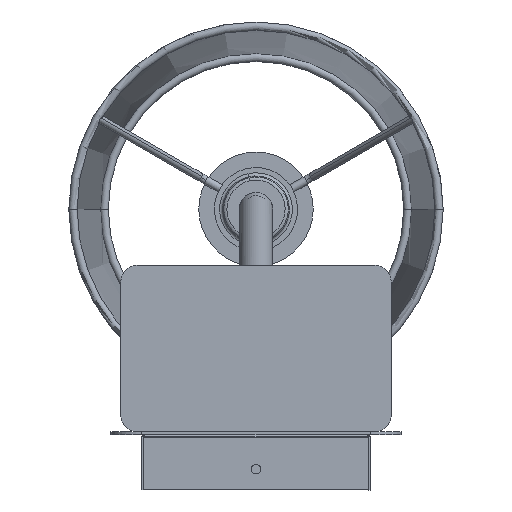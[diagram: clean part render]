
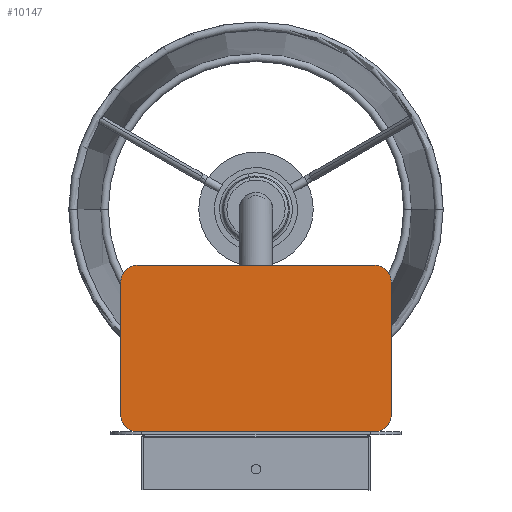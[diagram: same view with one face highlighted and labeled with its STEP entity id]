
A CAD part, front view. The second image highlights one B-rep face of the part: STEP entity #10147.
In plain terms, the highlighted planar face has unit normal (0, -1, 0).
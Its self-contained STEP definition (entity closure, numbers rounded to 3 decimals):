
#25 = ORIENTED_EDGE ( 'NONE', *, *, #9490, .T. ) ;
#118 = AXIS2_PLACEMENT_3D ( 'NONE', #3210, #12145, #4461 ) ;
#136 = ORIENTED_EDGE ( 'NONE', *, *, #6492, .F. ) ;
#202 = CARTESIAN_POINT ( 'NONE',  ( 65., -7.5, 32. ) ) ;
#231 = ORIENTED_EDGE ( 'NONE', *, *, #9592, .T. ) ;
#549 = ORIENTED_EDGE ( 'NONE', *, *, #8003, .F. ) ;
#579 = DIRECTION ( 'NONE',  ( 0., -1., 0. ) ) ;
#748 = ORIENTED_EDGE ( 'NONE', *, *, #9889, .T. ) ;
#821 = VERTEX_POINT ( 'NONE', #15512 ) ;
#932 = AXIS2_PLACEMENT_3D ( 'NONE', #3867, #12838, #5113 ) ;
#1070 = AXIS2_PLACEMENT_3D ( 'NONE', #4948, #13941, #6235 ) ;
#1301 = CIRCLE ( 'NONE', #1469, 8. ) ;
#1469 = AXIS2_PLACEMENT_3D ( 'NONE', #2117, #11045, #3397 ) ;
#1869 = CARTESIAN_POINT ( 'NONE',  ( -65., -7.5, -40. ) ) ;
#2117 = CARTESIAN_POINT ( 'NONE',  ( -57., -7.5, -32. ) ) ;
#2172 = DIRECTION ( 'NONE',  ( 0., 0., -1. ) ) ;
#2320 = CIRCLE ( 'NONE', #932, 8. ) ;
#2385 = CARTESIAN_POINT ( 'NONE',  ( 65., -7.5, 40. ) ) ;
#2840 = LINE ( 'NONE', #7288, #15591 ) ;
#3021 = AXIS2_PLACEMENT_3D ( 'NONE', #12010, #579, #9470 ) ;
#3100 = LINE ( 'NONE', #1869, #16260 ) ;
#3210 = CARTESIAN_POINT ( 'NONE',  ( -57., -7.5, 32. ) ) ;
#3397 = DIRECTION ( 'NONE',  ( 0., 0., -1. ) ) ;
#3546 = DIRECTION ( 'NONE',  ( 0., 0., 1. ) ) ;
#3623 = VERTEX_POINT ( 'NONE', #13904 ) ;
#3655 = CARTESIAN_POINT ( 'NONE',  ( -57., -7.5, 40. ) ) ;
#3867 = CARTESIAN_POINT ( 'NONE',  ( 57., -7.5, 32. ) ) ;
#4461 = DIRECTION ( 'NONE',  ( 0., 0., -1. ) ) ;
#4948 = CARTESIAN_POINT ( 'NONE',  ( 57., -7.5, -32. ) ) ;
#4957 = VECTOR ( 'NONE', #8262, 1000. ) ;
#5113 = DIRECTION ( 'NONE',  ( 0., 0., -1. ) ) ;
#5249 = VECTOR ( 'NONE', #2172, 1000. ) ;
#5640 = LINE ( 'NONE', #2385, #5249 ) ;
#5717 = EDGE_LOOP ( 'NONE', ( #16148, #16314, #16325, #25, #136, #231, #549, #748 ) ) ;
#6235 = DIRECTION ( 'NONE',  ( 0., 0., -1. ) ) ;
#6344 = VERTEX_POINT ( 'NONE', #3655 ) ;
#6492 = EDGE_CURVE ( 'NONE', #9675, #7325, #5640, .T. ) ;
#7133 = EDGE_CURVE ( 'NONE', #3623, #14468, #3100, .T. ) ;
#7183 = CARTESIAN_POINT ( 'NONE',  ( -65., -7.5, -32. ) ) ;
#7288 = CARTESIAN_POINT ( 'NONE',  ( -65., -7.5, 40. ) ) ;
#7325 = VERTEX_POINT ( 'NONE', #13986 ) ;
#7848 = EDGE_CURVE ( 'NONE', #13766, #821, #2840, .T. ) ;
#8003 = EDGE_CURVE ( 'NONE', #6344, #13375, #14779, .T. ) ;
#8183 = PLANE ( 'NONE',  #3021 ) ;
#8225 = FACE_OUTER_BOUND ( 'NONE', #5717, .T. ) ;
#8262 = DIRECTION ( 'NONE',  ( 1., 0., 0. ) ) ;
#8816 = CARTESIAN_POINT ( 'NONE',  ( 57., -7.5, 40. ) ) ;
#9384 = EDGE_CURVE ( 'NONE', #13766, #14468, #1301, .T. ) ;
#9470 = DIRECTION ( 'NONE',  ( 0., 0., -1. ) ) ;
#9490 = EDGE_CURVE ( 'NONE', #3623, #7325, #12505, .T. ) ;
#9592 = EDGE_CURVE ( 'NONE', #9675, #13375, #2320, .T. ) ;
#9675 = VERTEX_POINT ( 'NONE', #202 ) ;
#9889 = EDGE_CURVE ( 'NONE', #6344, #821, #11650, .T. ) ;
#10147 = ADVANCED_FACE ( 'NONE', ( #8225 ), #8183, .T. ) ;
#10820 = CARTESIAN_POINT ( 'NONE',  ( -57., -7.5, -40. ) ) ;
#11045 = DIRECTION ( 'NONE',  ( 0., -1., 0. ) ) ;
#11650 = CIRCLE ( 'NONE', #118, 8. ) ;
#12010 = CARTESIAN_POINT ( 'NONE',  ( 0., -7.5, 0. ) ) ;
#12145 = DIRECTION ( 'NONE',  ( 0., -1., 0. ) ) ;
#12505 = CIRCLE ( 'NONE', #1070, 8. ) ;
#12838 = DIRECTION ( 'NONE',  ( 0., -1., 0. ) ) ;
#13375 = VERTEX_POINT ( 'NONE', #8816 ) ;
#13766 = VERTEX_POINT ( 'NONE', #7183 ) ;
#13904 = CARTESIAN_POINT ( 'NONE',  ( 57., -7.5, -40. ) ) ;
#13941 = DIRECTION ( 'NONE',  ( 0., -1., 0. ) ) ;
#13986 = CARTESIAN_POINT ( 'NONE',  ( 65., -7.5, -32. ) ) ;
#14468 = VERTEX_POINT ( 'NONE', #10820 ) ;
#14779 = LINE ( 'NONE', #15916, #4957 ) ;
#15512 = CARTESIAN_POINT ( 'NONE',  ( -65., -7.5, 32. ) ) ;
#15591 = VECTOR ( 'NONE', #3546, 1000. ) ;
#15916 = CARTESIAN_POINT ( 'NONE',  ( -65., -7.5, 40. ) ) ;
#15920 = DIRECTION ( 'NONE',  ( -1., 0., 0. ) ) ;
#16148 = ORIENTED_EDGE ( 'NONE', *, *, #7848, .F. ) ;
#16260 = VECTOR ( 'NONE', #15920, 1000. ) ;
#16314 = ORIENTED_EDGE ( 'NONE', *, *, #9384, .T. ) ;
#16325 = ORIENTED_EDGE ( 'NONE', *, *, #7133, .F. ) ;
